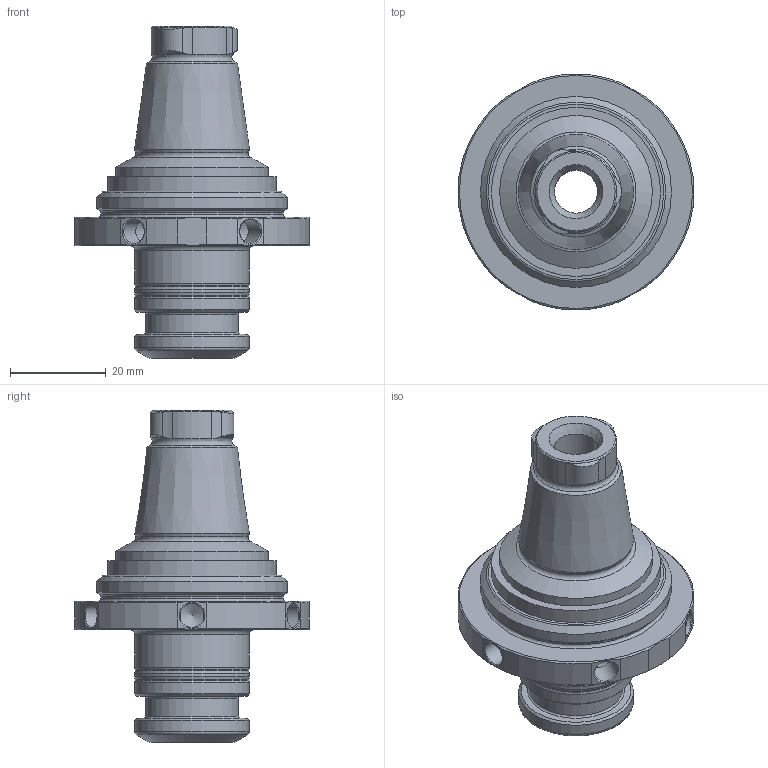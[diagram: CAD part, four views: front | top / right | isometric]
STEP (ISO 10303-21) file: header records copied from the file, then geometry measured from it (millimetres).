
FILE_DESCRIPTION(/* description */ (''),/* implementation_level */ '2;1');
FILE_NAME(/* name */ '804025150.stp',/* time_stamp */ '2022-01-10T15:14:51',/* author */ ('LRA'),/* organization */ ('REGO-FIX'),/* preprocessor_version */ ' Unknown',/* originating_system */ 'SIEMENS PLM Software Solid Edge ST10',/* authorization */ 'Unknown');
FILE_SCHEMA (('AUTOMOTIVE_DESIGN { 1 0 10303 214 2 1 1}'));
Length unit declared in the file: millimetre
Products named in the file (1): 0023145
Bounding box: 49 x 49 x 69.5 mm (x, y, z)
Volume: 33684.9 mm3; surface area: 12404.2 mm2
Topology: 1 solids, 1 shells, 100 faces, 246 edges, 155 vertices
Faces by surface type: cylinder 36, cone 36, plane 17, torus 11
Full cylindrical faces by diameter (mm): 5 x6, 9 x1, 19.5 x1, 24 x4, 32 x1, 35.4 x1, 38.1 x1, 40 x1
Entity records: 3212 total; most frequent: CARTESIAN_POINT 522, DIRECTION 420, ORIENTED_EDGE 320, AXIS2_PLACEMENT_3D 196, FACE_BOUND 172, EDGE_LOOP 166, EDGE_CURVE 160, VERTEX_POINT 132
